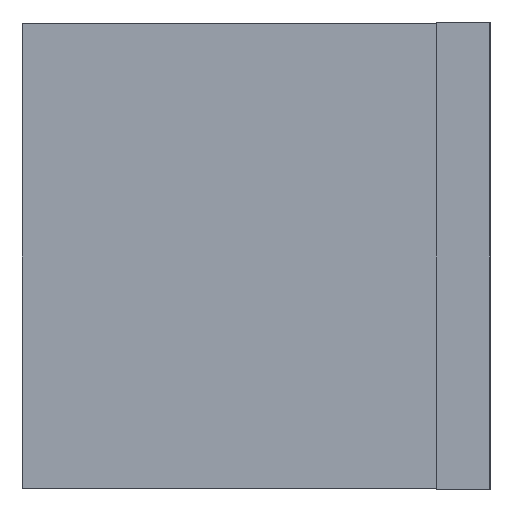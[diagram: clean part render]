
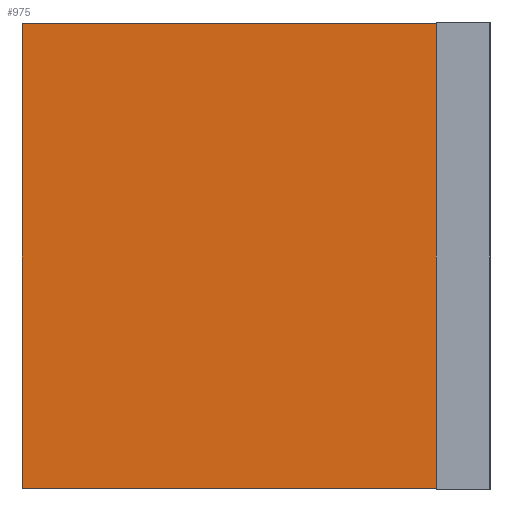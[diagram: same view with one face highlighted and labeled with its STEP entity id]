
A CAD part, left-side view. The second image highlights one B-rep face of the part: STEP entity #975.
In plain terms, the highlighted planar face has unit normal (-1, 0, 0).
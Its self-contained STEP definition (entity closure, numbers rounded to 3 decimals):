
#114 = PLANE ( 'NONE',  #2379 ) ;
#184 = EDGE_CURVE ( 'NONE', #706, #1199, #1797, .T. ) ;
#247 = FACE_OUTER_BOUND ( 'NONE', #871, .T. ) ;
#251 = CARTESIAN_POINT ( 'NONE',  ( -0.29, 0.45, -0.23 ) ) ;
#404 = ORIENTED_EDGE ( 'NONE', *, *, #184, .F. ) ;
#500 = ORIENTED_EDGE ( 'NONE', *, *, #2665, .T. ) ;
#539 = DIRECTION ( 'NONE',  ( 1., 0., 0. ) ) ;
#547 = VECTOR ( 'NONE', #1367, 1000. ) ;
#563 = DIRECTION ( 'NONE',  ( 0., 0., -1. ) ) ;
#576 = CARTESIAN_POINT ( 'NONE',  ( -0.29, 0.46, -0.23 ) ) ;
#706 = VERTEX_POINT ( 'NONE', #576 ) ;
#748 = CARTESIAN_POINT ( 'NONE',  ( -0.29, 0.46, 0.23 ) ) ;
#871 = EDGE_LOOP ( 'NONE', ( #2038, #404, #500, #889 ) ) ;
#889 = ORIENTED_EDGE ( 'NONE', *, *, #1151, .T. ) ;
#975 = ADVANCED_FACE ( 'NONE', ( #247 ), #114, .F. ) ;
#1028 = VERTEX_POINT ( 'NONE', #2437 ) ;
#1035 = VECTOR ( 'NONE', #1701, 1000. ) ;
#1069 = VECTOR ( 'NONE', #2126, 1000. ) ;
#1151 = EDGE_CURVE ( 'NONE', #1028, #2059, #1228, .T. ) ;
#1156 = VECTOR ( 'NONE', #2656, 1000. ) ;
#1199 = VERTEX_POINT ( 'NONE', #748 ) ;
#1228 = LINE ( 'NONE', #2634, #547 ) ;
#1340 = CARTESIAN_POINT ( 'NONE',  ( -0.29, 0.05, 0.23 ) ) ;
#1367 = DIRECTION ( 'NONE',  ( 0., 0., 1. ) ) ;
#1590 = CARTESIAN_POINT ( 'NONE',  ( -0.29, 0.45, 0.23 ) ) ;
#1701 = DIRECTION ( 'NONE',  ( 0., 1., 0. ) ) ;
#1797 = LINE ( 'NONE', #1912, #1156 ) ;
#1859 = EDGE_CURVE ( 'NONE', #2059, #1199, #2304, .T. ) ;
#1898 = CARTESIAN_POINT ( 'NONE',  ( -0.29, 0.45, 0.23 ) ) ;
#1912 = CARTESIAN_POINT ( 'NONE',  ( -0.29, 0.46, 0.23 ) ) ;
#2038 = ORIENTED_EDGE ( 'NONE', *, *, #1859, .T. ) ;
#2059 = VERTEX_POINT ( 'NONE', #1340 ) ;
#2126 = DIRECTION ( 'NONE',  ( 0., -1., 0. ) ) ;
#2304 = LINE ( 'NONE', #1898, #1035 ) ;
#2362 = LINE ( 'NONE', #251, #1069 ) ;
#2379 = AXIS2_PLACEMENT_3D ( 'NONE', #1590, #539, #563 ) ;
#2437 = CARTESIAN_POINT ( 'NONE',  ( -0.29, 0.05, -0.23 ) ) ;
#2634 = CARTESIAN_POINT ( 'NONE',  ( -0.29, 0.05, -0.231 ) ) ;
#2656 = DIRECTION ( 'NONE',  ( 0., 0., 1. ) ) ;
#2665 = EDGE_CURVE ( 'NONE', #706, #1028, #2362, .T. ) ;
